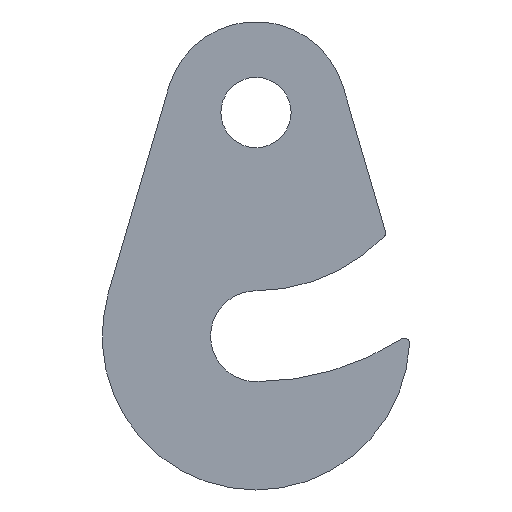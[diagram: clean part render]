
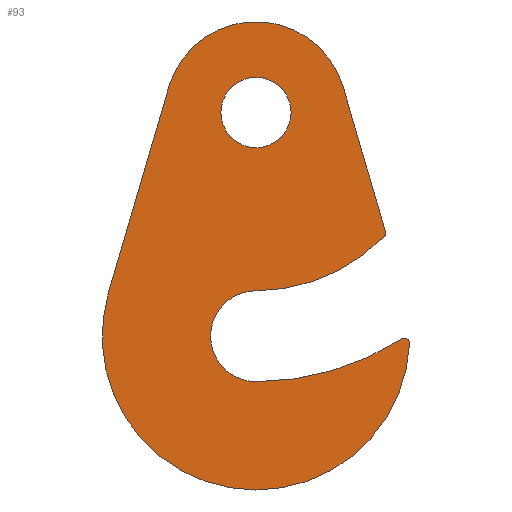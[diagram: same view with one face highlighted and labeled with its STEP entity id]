
A CAD part, front view. The second image highlights one B-rep face of the part: STEP entity #93.
In plain terms, the highlighted planar face has unit normal (0, -1, 0).
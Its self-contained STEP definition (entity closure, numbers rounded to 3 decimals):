
#2 = VERTEX_POINT ( 'NONE', #35 ) ;
#12 = VERTEX_POINT ( 'NONE', #120 ) ;
#14 = EDGE_CURVE ( 'NONE', #15, #12, #119, .T. ) ;
#15 = VERTEX_POINT ( 'NONE', #114 ) ;
#26 = VERTEX_POINT ( 'NONE', #262 ) ;
#28 = EDGE_CURVE ( 'NONE', #26, #29, #261, .T. ) ;
#29 = VERTEX_POINT ( 'NONE', #256 ) ;
#35 = CARTESIAN_POINT ( 'NONE',  ( 12.475, 0., 3.656 ) ) ;
#60 = ORIENTED_EDGE ( 'NONE', *, *, #61, .F. ) ;
#61 = EDGE_CURVE ( 'NONE', #29, #176, #294, .T. ) ;
#69 = VERTEX_POINT ( 'NONE', #478 ) ;
#88 = EDGE_CURVE ( 'NONE', #234, #242, #388, .T. ) ;
#93 = ADVANCED_FACE ( 'NONE', ( #373, #372 ), #371, .F. ) ;
#94 = EDGE_LOOP ( 'NONE', ( #95, #241, #156, #236, #243, #165, #177, #60, #191, #192 ) ) ;
#95 = ORIENTED_EDGE ( 'NONE', *, *, #96, .F. ) ;
#96 = EDGE_CURVE ( 'NONE', #97, #69, #369, .T. ) ;
#97 = VERTEX_POINT ( 'NONE', #361 ) ;
#114 = CARTESIAN_POINT ( 'NONE',  ( 0., 0., -5.025 ) ) ;
#115 = DIRECTION ( 'NONE',  ( 0., 0., 1. ) ) ;
#116 = DIRECTION ( 'NONE',  ( 0., 1., 0. ) ) ;
#117 = CARTESIAN_POINT ( 'NONE',  ( 0., 0., 0. ) ) ;
#118 = AXIS2_PLACEMENT_3D ( 'NONE', #117, #116, #115 ) ;
#119 = CIRCLE ( 'NONE', #118, 5.025 ) ;
#120 = CARTESIAN_POINT ( 'NONE',  ( 0., 0., 5.025 ) ) ;
#154 = EDGE_CURVE ( 'NONE', #155, #97, #360, .T. ) ;
#155 = VERTEX_POINT ( 'NONE', #355 ) ;
#156 = ORIENTED_EDGE ( 'NONE', *, *, #157, .F. ) ;
#157 = EDGE_CURVE ( 'NONE', #235, #155, #353, .T. ) ;
#165 = ORIENTED_EDGE ( 'NONE', *, *, #233, .F. ) ;
#176 = VERTEX_POINT ( 'NONE', #446 ) ;
#177 = ORIENTED_EDGE ( 'NONE', *, *, #201, .F. ) ;
#191 = ORIENTED_EDGE ( 'NONE', *, *, #28, .F. ) ;
#192 = ORIENTED_EDGE ( 'NONE', *, *, #193, .F. ) ;
#193 = EDGE_CURVE ( 'NONE', #69, #26, #517, .T. ) ;
#194 = EDGE_LOOP ( 'NONE', ( #195, #196 ) ) ;
#195 = ORIENTED_EDGE ( 'NONE', *, *, #14, .T. ) ;
#196 = ORIENTED_EDGE ( 'NONE', *, *, #197, .T. ) ;
#197 = EDGE_CURVE ( 'NONE', #12, #15, #507, .T. ) ;
#201 = EDGE_CURVE ( 'NONE', #176, #2, #556, .T. ) ;
#233 = EDGE_CURVE ( 'NONE', #2, #234, #637, .T. ) ;
#234 = VERTEX_POINT ( 'NONE', #633 ) ;
#235 = VERTEX_POINT ( 'NONE', #632 ) ;
#236 = ORIENTED_EDGE ( 'NONE', *, *, #237, .F. ) ;
#237 = EDGE_CURVE ( 'NONE', #242, #235, #631, .T. ) ;
#241 = ORIENTED_EDGE ( 'NONE', *, *, #154, .F. ) ;
#242 = VERTEX_POINT ( 'NONE', #567 ) ;
#243 = ORIENTED_EDGE ( 'NONE', *, *, #88, .F. ) ;
#256 = CARTESIAN_POINT ( 'NONE',  ( -21.112, 0., -25.813 ) ) ;
#257 = DIRECTION ( 'NONE',  ( 0., 0., 1. ) ) ;
#258 = DIRECTION ( 'NONE',  ( 0., 1., 0. ) ) ;
#259 = CARTESIAN_POINT ( 'NONE',  ( 0., 0., -32. ) ) ;
#260 = AXIS2_PLACEMENT_3D ( 'NONE', #259, #258, #257 ) ;
#261 = CIRCLE ( 'NONE', #260, 22. ) ;
#262 = CARTESIAN_POINT ( 'NONE',  ( 0., 0., -54. ) ) ;
#291 = DIRECTION ( 'NONE',  ( 0.281, 0., 0.96 ) ) ;
#292 = VECTOR ( 'NONE', #291, 1000. ) ;
#293 = CARTESIAN_POINT ( 'NONE',  ( -21.112, 0., -25.813 ) ) ;
#294 = LINE ( 'NONE', #293, #292 ) ;
#351 = CARTESIAN_POINT ( 'NONE',  ( 0., 0., -32. ) ) ;
#352 = AXIS2_PLACEMENT_3D ( 'NONE', #351, #429, #428 ) ;
#353 = CIRCLE ( 'NONE', #352, 6.5 ) ;
#355 = CARTESIAN_POINT ( 'NONE',  ( 0., 0., -38.5 ) ) ;
#356 = DIRECTION ( 'NONE',  ( 0., 0., -1. ) ) ;
#357 = DIRECTION ( 'NONE',  ( 0., -1., 0. ) ) ;
#358 = CARTESIAN_POINT ( 'NONE',  ( 0., 0., 0. ) ) ;
#359 = AXIS2_PLACEMENT_3D ( 'NONE', #358, #357, #356 ) ;
#360 = CIRCLE ( 'NONE', #359, 38.5 ) ;
#361 = CARTESIAN_POINT ( 'NONE',  ( 20.82, 0., -32.385 ) ) ;
#362 = DIRECTION ( 'NONE',  ( 0., 0., 1. ) ) ;
#363 = DIRECTION ( 'NONE',  ( 0., 1., 0. ) ) ;
#364 = CARTESIAN_POINT ( 'NONE',  ( 21.226, 0., -33.016 ) ) ;
#365 = AXIS2_PLACEMENT_3D ( 'NONE', #364, #363, #362 ) ;
#366 = DIRECTION ( 'NONE',  ( 0., 0., 1. ) ) ;
#367 = DIRECTION ( 'NONE',  ( 0., 1., 0. ) ) ;
#368 = AXIS2_PLACEMENT_3D ( 'NONE', #370, #367, #366 ) ;
#369 = CIRCLE ( 'NONE', #365, 0.75 ) ;
#370 = CARTESIAN_POINT ( 'NONE',  ( 21.226, 0., -33.016 ) ) ;
#371 = PLANE ( 'NONE',  #368 ) ;
#372 = FACE_BOUND ( 'NONE', #194, .T. ) ;
#373 = FACE_OUTER_BOUND ( 'NONE', #94, .T. ) ;
#379 = DIRECTION ( 'NONE',  ( 0., 0., -1. ) ) ;
#385 = DIRECTION ( 'NONE',  ( 0., 1., 0. ) ) ;
#386 = CARTESIAN_POINT ( 'NONE',  ( 17.804, 0., -17.192 ) ) ;
#387 = AXIS2_PLACEMENT_3D ( 'NONE', #386, #385, #379 ) ;
#388 = CIRCLE ( 'NONE', #387, 0.75 ) ;
#428 = DIRECTION ( 'NONE',  ( 0., 0., 1. ) ) ;
#429 = DIRECTION ( 'NONE',  ( 0., -1., 0. ) ) ;
#446 = CARTESIAN_POINT ( 'NONE',  ( -12.475, 0., 3.656 ) ) ;
#478 = CARTESIAN_POINT ( 'NONE',  ( 21.975, 0., -33.051 ) ) ;
#503 = DIRECTION ( 'NONE',  ( 0., 0., 1. ) ) ;
#504 = DIRECTION ( 'NONE',  ( 0., 1., 0. ) ) ;
#505 = CARTESIAN_POINT ( 'NONE',  ( 0., 0., 0. ) ) ;
#506 = AXIS2_PLACEMENT_3D ( 'NONE', #505, #504, #503 ) ;
#507 = CIRCLE ( 'NONE', #506, 5.025 ) ;
#509 = DIRECTION ( 'NONE',  ( 0., 0., 1. ) ) ;
#510 = DIRECTION ( 'NONE',  ( 0., 1., 0. ) ) ;
#511 = CARTESIAN_POINT ( 'NONE',  ( 0., 0., -32. ) ) ;
#512 = AXIS2_PLACEMENT_3D ( 'NONE', #511, #510, #509 ) ;
#517 = CIRCLE ( 'NONE', #512, 22. ) ;
#552 = DIRECTION ( 'NONE',  ( 0., 0., -1. ) ) ;
#553 = DIRECTION ( 'NONE',  ( 0., 1., 0. ) ) ;
#554 = CARTESIAN_POINT ( 'NONE',  ( 0., 0., 0. ) ) ;
#555 = AXIS2_PLACEMENT_3D ( 'NONE', #554, #553, #552 ) ;
#556 = CIRCLE ( 'NONE', #555, 13. ) ;
#567 = CARTESIAN_POINT ( 'NONE',  ( 18.344, 0., -17.713 ) ) ;
#627 = DIRECTION ( 'NONE',  ( 0., 0., -1. ) ) ;
#628 = DIRECTION ( 'NONE',  ( 0., 1., 0. ) ) ;
#629 = CARTESIAN_POINT ( 'NONE',  ( 0., 0., 0. ) ) ;
#630 = AXIS2_PLACEMENT_3D ( 'NONE', #629, #628, #627 ) ;
#631 = CIRCLE ( 'NONE', #630, 25.5 ) ;
#632 = CARTESIAN_POINT ( 'NONE',  ( 0., 0., -25.5 ) ) ;
#633 = CARTESIAN_POINT ( 'NONE',  ( 18.524, 0., -16.981 ) ) ;
#634 = DIRECTION ( 'NONE',  ( 0.281, 0., -0.96 ) ) ;
#635 = VECTOR ( 'NONE', #634, 1000. ) ;
#636 = CARTESIAN_POINT ( 'NONE',  ( 12.475, 0., 3.656 ) ) ;
#637 = LINE ( 'NONE', #636, #635 ) ;
